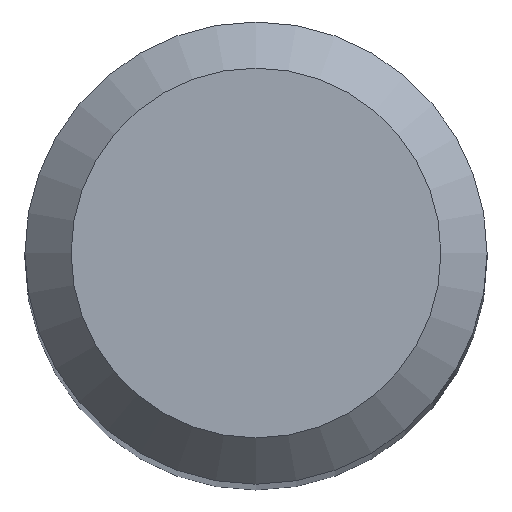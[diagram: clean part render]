
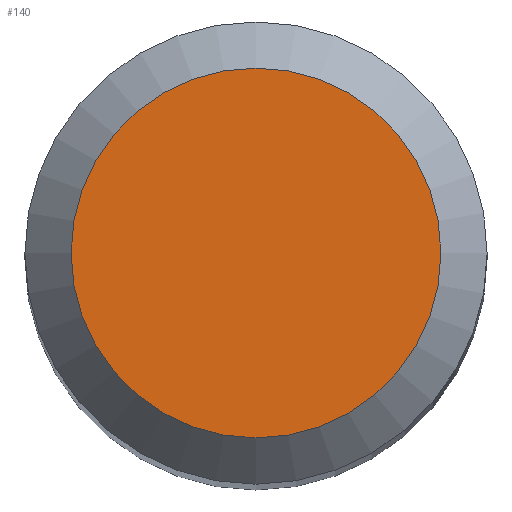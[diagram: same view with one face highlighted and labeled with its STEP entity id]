
A CAD part, top view. The second image highlights one B-rep face of the part: STEP entity #140.
In plain terms, the highlighted planar face has unit normal (0, 0, 1).
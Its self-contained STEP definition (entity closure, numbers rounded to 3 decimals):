
#27 = EDGE_CURVE ( 'NONE', #35, #35, #40, .T. ) ;
#35 = VERTEX_POINT ( 'NONE', #91 ) ;
#40 = CIRCLE ( 'NONE', #127, 1.2 ) ;
#85 = DIRECTION ( 'NONE',  ( 0., 0., -1. ) ) ;
#91 = CARTESIAN_POINT ( 'NONE',  ( 0., 1.2, 38. ) ) ;
#108 = AXIS2_PLACEMENT_3D ( 'NONE', #206, #171, #209 ) ;
#127 = AXIS2_PLACEMENT_3D ( 'NONE', #133, #85, #132 ) ;
#132 = DIRECTION ( 'NONE',  ( 0., 1., 0. ) ) ;
#133 = CARTESIAN_POINT ( 'NONE',  ( 0., 0., 38. ) ) ;
#140 = ADVANCED_FACE ( 'NONE', ( #208 ), #170, .F. ) ;
#154 = EDGE_LOOP ( 'NONE', ( #168 ) ) ;
#168 = ORIENTED_EDGE ( 'NONE', *, *, #27, .F. ) ;
#170 = PLANE ( 'NONE',  #108 ) ;
#171 = DIRECTION ( 'NONE',  ( 0., 0., -1. ) ) ;
#206 = CARTESIAN_POINT ( 'NONE',  ( 0., 0., 38. ) ) ;
#208 = FACE_OUTER_BOUND ( 'NONE', #154, .T. ) ;
#209 = DIRECTION ( 'NONE',  ( 0., 1., 0. ) ) ;
